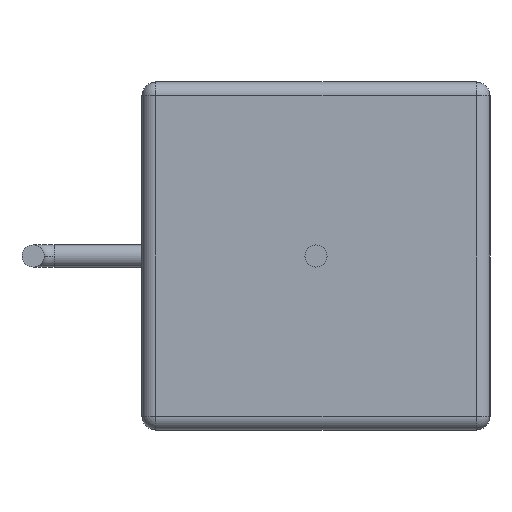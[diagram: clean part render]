
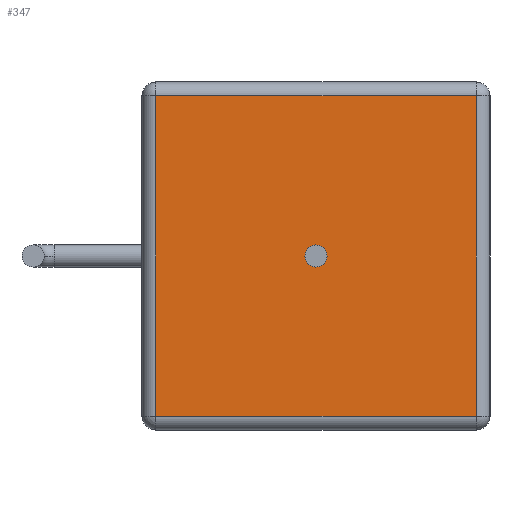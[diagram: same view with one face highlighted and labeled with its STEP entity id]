
A CAD part, front view. The second image highlights one B-rep face of the part: STEP entity #347.
In plain terms, the highlighted planar face has unit normal (0, -1, 0).
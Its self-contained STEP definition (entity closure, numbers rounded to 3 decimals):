
#8 = DIRECTION ( 'NONE',  ( 0., 0., -1. ) ) ;
#75 = EDGE_LOOP ( 'NONE', ( #970, #272, #488, #270 ) ) ;
#76 = DIRECTION ( 'NONE',  ( 0., 1., 0. ) ) ;
#103 = DIRECTION ( 'NONE',  ( 0., 0., 1. ) ) ;
#151 = DIRECTION ( 'NONE',  ( 1., 0., 0. ) ) ;
#154 = DIRECTION ( 'NONE',  ( 0., 0., 1. ) ) ;
#190 = LINE ( 'NONE', #427, #930 ) ;
#212 = AXIS2_PLACEMENT_3D ( 'NONE', #344, #260, #426 ) ;
#260 = DIRECTION ( 'NONE',  ( 0., -1., 0. ) ) ;
#270 = ORIENTED_EDGE ( 'NONE', *, *, #481, .T. ) ;
#272 = ORIENTED_EDGE ( 'NONE', *, *, #401, .T. ) ;
#277 = CARTESIAN_POINT ( 'NONE',  ( -5.75, 0.5, 5.75 ) ) ;
#302 = EDGE_CURVE ( 'NONE', #545, #1045, #1039, .T. ) ;
#307 = CIRCLE ( 'NONE', #640, 0.4 ) ;
#311 = VECTOR ( 'NONE', #8, 1000. ) ;
#328 = DIRECTION ( 'NONE',  ( -1., 0., 0. ) ) ;
#344 = CARTESIAN_POINT ( 'NONE',  ( 0., 0.5, 0. ) ) ;
#347 = ADVANCED_FACE ( 'NONE', ( #797, #572 ), #396, .F. ) ;
#353 = ORIENTED_EDGE ( 'NONE', *, *, #977, .F. ) ;
#355 = VERTEX_POINT ( 'NONE', #974 ) ;
#372 = CARTESIAN_POINT ( 'NONE',  ( 5.75, 0.5, -5.75 ) ) ;
#374 = VECTOR ( 'NONE', #328, 1000. ) ;
#396 = PLANE ( 'NONE',  #611 ) ;
#401 = EDGE_CURVE ( 'NONE', #908, #545, #542, .T. ) ;
#426 = DIRECTION ( 'NONE',  ( 0., 0., 1. ) ) ;
#427 = CARTESIAN_POINT ( 'NONE',  ( 5.75, 0.5, 6.25 ) ) ;
#458 = EDGE_CURVE ( 'NONE', #355, #908, #539, .T. ) ;
#481 = EDGE_CURVE ( 'NONE', #1045, #355, #190, .T. ) ;
#488 = ORIENTED_EDGE ( 'NONE', *, *, #302, .T. ) ;
#539 = LINE ( 'NONE', #691, #374 ) ;
#542 = LINE ( 'NONE', #767, #311 ) ;
#545 = VERTEX_POINT ( 'NONE', #814 ) ;
#547 = CARTESIAN_POINT ( 'NONE',  ( 0., 0.5, -0.4 ) ) ;
#558 = ORIENTED_EDGE ( 'NONE', *, *, #729, .F. ) ;
#572 = FACE_BOUND ( 'NONE', #739, .T. ) ;
#611 = AXIS2_PLACEMENT_3D ( 'NONE', #1033, #76, #154 ) ;
#640 = AXIS2_PLACEMENT_3D ( 'NONE', #740, #747, #825 ) ;
#645 = VERTEX_POINT ( 'NONE', #1126 ) ;
#691 = CARTESIAN_POINT ( 'NONE',  ( -6.25, 0.5, 5.75 ) ) ;
#729 = EDGE_CURVE ( 'NONE', #645, #893, #795, .T. ) ;
#739 = EDGE_LOOP ( 'NONE', ( #353, #558 ) ) ;
#740 = CARTESIAN_POINT ( 'NONE',  ( 0., 0.5, 0. ) ) ;
#747 = DIRECTION ( 'NONE',  ( 0., -1., 0. ) ) ;
#767 = CARTESIAN_POINT ( 'NONE',  ( -5.75, 0.5, 6.25 ) ) ;
#795 = CIRCLE ( 'NONE', #212, 0.4 ) ;
#797 = FACE_OUTER_BOUND ( 'NONE', #75, .T. ) ;
#814 = CARTESIAN_POINT ( 'NONE',  ( -5.75, 0.5, -5.75 ) ) ;
#825 = DIRECTION ( 'NONE',  ( 0., 0., 1. ) ) ;
#893 = VERTEX_POINT ( 'NONE', #547 ) ;
#908 = VERTEX_POINT ( 'NONE', #277 ) ;
#930 = VECTOR ( 'NONE', #103, 1000. ) ;
#935 = CARTESIAN_POINT ( 'NONE',  ( -6.25, 0.5, -5.75 ) ) ;
#970 = ORIENTED_EDGE ( 'NONE', *, *, #458, .T. ) ;
#974 = CARTESIAN_POINT ( 'NONE',  ( 5.75, 0.5, 5.75 ) ) ;
#977 = EDGE_CURVE ( 'NONE', #893, #645, #307, .T. ) ;
#1033 = CARTESIAN_POINT ( 'NONE',  ( -6.25, 0.5, 6.25 ) ) ;
#1039 = LINE ( 'NONE', #935, #1116 ) ;
#1045 = VERTEX_POINT ( 'NONE', #372 ) ;
#1116 = VECTOR ( 'NONE', #151, 1000. ) ;
#1126 = CARTESIAN_POINT ( 'NONE',  ( 0., 0.5, 0.4 ) ) ;
